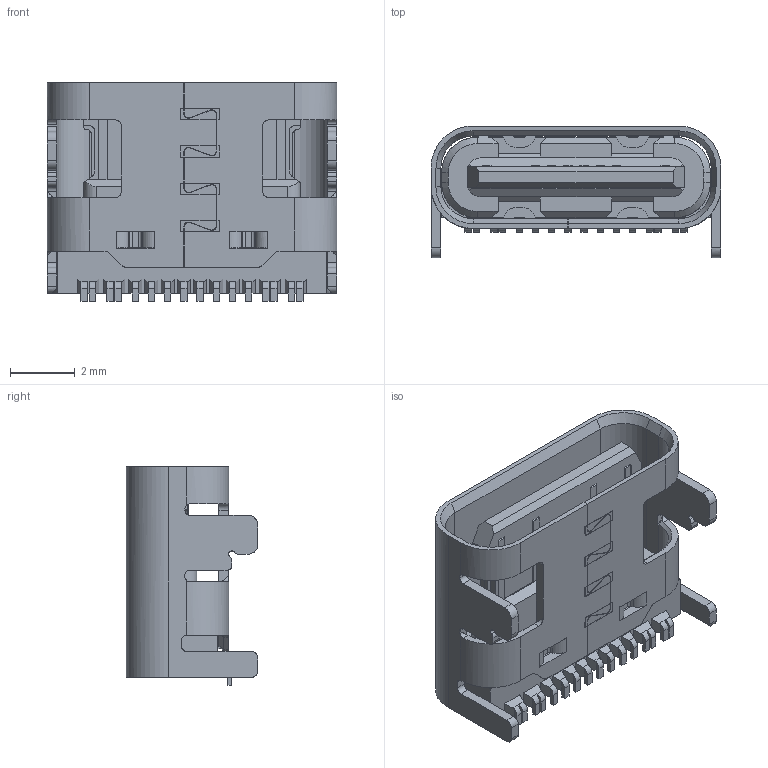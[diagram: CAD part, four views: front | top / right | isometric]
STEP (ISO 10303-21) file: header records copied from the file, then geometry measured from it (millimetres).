
FILE_DESCRIPTION (( 'STEP AP214' ), '1' );
FILE_NAME ('USB4215-03-A_revA.STEP', '2024-04-26T02:57:04', ( '' ), ( '' ), 'SwSTEP 2.0', 'SolidWorks 2021', '' );
FILE_SCHEMA (( 'AUTOMOTIVE_DESIGN' ));
Length unit declared in the file: millimetre
Products named in the file (4): SHELL; USB4215-03-A_revA; HSG_ASM_1; HSG_ASM
Assembly tree (3 placements, depth 3):
  USB4215-03-A_revA
    SHELL
    HSG_ASM
      HSG_ASM_1
Bounding box: 8.94 x 4.06 x 6.75 mm (x, y, z)
Volume: 94.5 mm3; surface area: 434.8 mm2
Topology: 2 solids, 2 shells, 723 faces, 2072 edges, 1345 vertices
Faces by surface type: plane 541, cylinder 162, cone 20
Entity records: 26102 total; most frequent: CARTESIAN_POINT 5940, ORIENTED_EDGE 4144, DIRECTION 3212, EDGE_CURVE 2072, LINE 1588, VECTOR 1588, VERTEX_POINT 1345, AXIS2_PLACEMENT_3D 812
